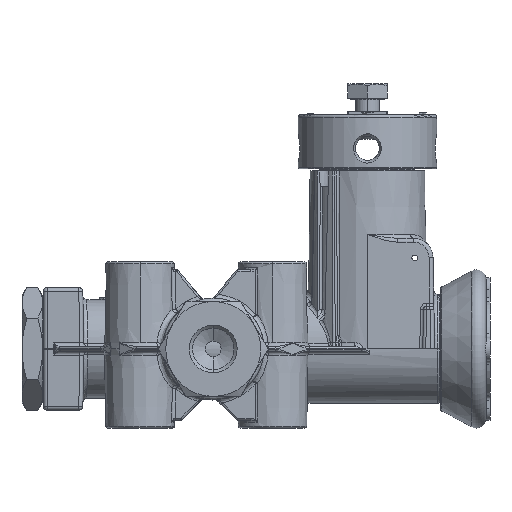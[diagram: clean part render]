
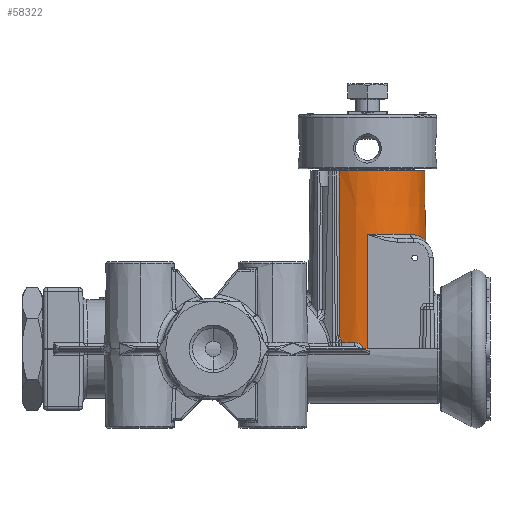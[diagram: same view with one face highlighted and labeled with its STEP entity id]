
A CAD part, left-side view. The second image highlights one B-rep face of the part: STEP entity #58322.
In plain terms, the highlighted conical face has half-angle 1 degrees and reference radius 14.907 mm.
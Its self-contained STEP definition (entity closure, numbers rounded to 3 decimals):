
#12919=DIRECTION('',(-0.016,0.021,-1.));
#12920=VECTOR('',#12919,0.083);
#12921=CARTESIAN_POINT('',(-15.256,1.14,
0.083));
#12922=LINE('',#12921,#12920);
#12926=CARTESIAN_POINT('',(-14.944,3.151,
1.583));
#12927=CARTESIAN_POINT('',(-14.971,3.022,
1.583));
#12928=CARTESIAN_POINT('',(-15.019,2.779,
1.562));
#12929=CARTESIAN_POINT('',(-15.076,2.458,
1.49));
#12930=CARTESIAN_POINT('',(-15.121,2.176,
1.388));
#12931=CARTESIAN_POINT('',(-15.156,1.929,
1.265));
#12932=CARTESIAN_POINT('',(-15.185,1.712,
1.121));
#12933=CARTESIAN_POINT('',(-15.207,1.531,
0.964));
#12934=CARTESIAN_POINT('',(-15.224,1.382,
0.796));
#12935=CARTESIAN_POINT('',(-15.237,1.268,
0.619));
#12936=CARTESIAN_POINT('',(-15.246,1.19,
0.438));
#12937=CARTESIAN_POINT('',(-15.252,1.147,
0.26));
#12938=CARTESIAN_POINT('',(-15.255,1.139,
0.142));
#12939=CARTESIAN_POINT('',(-15.256,1.14,
0.083));
#12944=CARTESIAN_POINT('',(0.,0.,1.583));
#12945=DIRECTION('',(0.,0.,1.));
#12946=DIRECTION('',(-0.904,0.427,0.));
#12947=AXIS2_PLACEMENT_3D('',#12944,#12945,#12946);
#12952=CARTESIAN_POINT('',(-13.809,6.523,
1.583));
#12953=CARTESIAN_POINT('',(-13.779,6.574,
1.871));
#12954=CARTESIAN_POINT('',(-13.703,6.711,
2.461));
#12955=CARTESIAN_POINT('',(-13.586,6.921,
3.077));
#12956=CARTESIAN_POINT('',(-13.515,7.044,
3.391));
#12961=CARTESIAN_POINT('',(-12.627,7.158,45.));
#12962=CARTESIAN_POINT('',(-12.724,7.147,
40.457));
#12963=CARTESIAN_POINT('',(-12.921,7.123,
31.318));
#12964=CARTESIAN_POINT('',(-13.217,7.084,
17.45));
#12965=CARTESIAN_POINT('',(-13.416,7.058,
8.096));
#12966=CARTESIAN_POINT('',(-13.515,7.044,
3.391));
#12971=CARTESIAN_POINT('',(0.,0.,45.));
#12972=DIRECTION('',(0.,0.,1.));
#12973=DIRECTION('',(-0.87,0.493,0.));
#12974=AXIS2_PLACEMENT_3D('',#12971,#12972,#12973);
#12979=CARTESIAN_POINT('',(7.115,-12.979,
28.575));
#12980=CARTESIAN_POINT('',(7.115,-12.979,
28.569));
#12981=CARTESIAN_POINT('',(7.115,-12.979,
28.558));
#12982=CARTESIAN_POINT('',(7.114,-12.98,
28.546));
#12983=CARTESIAN_POINT('',(7.114,-12.98,
28.541));
#12988=CARTESIAN_POINT('',(-10.042,-10.864,
28.983));
#12989=CARTESIAN_POINT('',(-9.671,-11.207,
28.983));
#12990=CARTESIAN_POINT('',(-8.842,-11.903,
28.914));
#12991=CARTESIAN_POINT('',(-7.332,-12.905,
28.609));
#12992=CARTESIAN_POINT('',(-5.493,-13.808,
28.126));
#12993=CARTESIAN_POINT('',(-3.463,-14.454,
27.615));
#12994=CARTESIAN_POINT('',(-1.672,-14.761,
27.31));
#12995=CARTESIAN_POINT('',(-0.044,-14.854,
27.21));
#12996=CARTESIAN_POINT('',(1.585,-14.77,
27.299));
#12997=CARTESIAN_POINT('',(3.378,-14.474,
27.597));
#12998=CARTESIAN_POINT('',(5.371,-13.852,
28.093));
#12999=CARTESIAN_POINT('',(6.543,-13.296,
28.404));
#13000=CARTESIAN_POINT('',(7.114,-12.98,
28.541));
#13005=CARTESIAN_POINT('',(0.,0.,28.983));
#13006=DIRECTION('',(0.,0.,1.));
#13007=DIRECTION('',(-1.,0.,0.));
#13008=AXIS2_PLACEMENT_3D('',#13005,#13006,#13007);
#13438=CARTESIAN_POINT('',(0.,0.,0.));
#13439=DIRECTION('',(0.,0.,-1.));
#13440=DIRECTION('',(-1.,0.,0.));
#13441=AXIS2_PLACEMENT_3D('',#13438,#13439,#13440);
#14083=DIRECTION('',(0.017,0.,1.));
#14084=VECTOR('',#14083,28.987);
#14085=CARTESIAN_POINT('',(-15.3,0.,0.));
#14086=LINE('',#14085,#14084);
#14310=CARTESIAN_POINT('',(-14.794,0.,
28.983));
#14381=CARTESIAN_POINT('',(7.115,-12.979,
28.575));
#14382=CARTESIAN_POINT('',(7.12,-12.94,
30.413));
#14383=CARTESIAN_POINT('',(7.13,-12.861,
34.08));
#14384=CARTESIAN_POINT('',(7.144,-12.744,
39.555));
#14385=CARTESIAN_POINT('',(7.154,-12.666,
43.188));
#14386=CARTESIAN_POINT('',(7.158,-12.627,45.));
#14918=CARTESIAN_POINT('',(-13.515,7.044,
3.391));
#42765=CARTESIAN_POINT('',(-12.627,7.158,45.));
#42766=CARTESIAN_POINT('',(7.158,-12.627,45.));
#42767=VERTEX_POINT('',#42765);
#42768=VERTEX_POINT('',#42766);
#42799=VERTEX_POINT('',#14918);
#43480=VERTEX_POINT('',#12988);
#43481=VERTEX_POINT('',#13000);
#43493=VERTEX_POINT('',#12979);
#44043=VERTEX_POINT('',#14310);
#44044=CARTESIAN_POINT('',(-15.3,0.,0.));
#44045=VERTEX_POINT('',#44044);
#44306=CARTESIAN_POINT('',(-15.256,1.14,
0.083));
#44307=CARTESIAN_POINT('',(-15.257,1.142,0.));
#44308=VERTEX_POINT('',#44306);
#44309=VERTEX_POINT('',#44307);
#44311=VERTEX_POINT('',#12926);
#44314=CARTESIAN_POINT('',(-13.809,6.523,
1.583));
#44315=VERTEX_POINT('',#44314);
#58295=CARTESIAN_POINT('',(0.,0.,22.5));
#58296=DIRECTION('',(0.,0.,-1.));
#58297=DIRECTION('',(0.,-1.,0.));
#58298=AXIS2_PLACEMENT_3D('',#58295,#58296,#58297);
#58299=CONICAL_SURFACE('',#58298,14.907,1.);
#58300=ORIENTED_EDGE('',*,*,#57766,.F.);
#58301=ORIENTED_EDGE('',*,*,#57838,.F.);
#58302=ORIENTED_EDGE('',*,*,#57864,.F.);
#58303=ORIENTED_EDGE('',*,*,#57910,.T.);
#58305=ORIENTED_EDGE('',*,*,#58304,.F.);
#58307=ORIENTED_EDGE('',*,*,#58306,.T.);
#58309=ORIENTED_EDGE('',*,*,#58308,.F.);
#58311=ORIENTED_EDGE('',*,*,#58310,.T.);
#58313=ORIENTED_EDGE('',*,*,#58312,.F.);
#58315=ORIENTED_EDGE('',*,*,#58314,.F.);
#58317=ORIENTED_EDGE('',*,*,#58316,.F.);
#58319=ORIENTED_EDGE('',*,*,#58318,.T.);
#58320=EDGE_LOOP('',(#58300,#58301,#58302,#58303,#58305,#58307,#58309,#58311,
#58313,#58315,#58317,#58319));
#58321=FACE_OUTER_BOUND('',#58320,.F.);
#58322=ADVANCED_FACE('',(#58321),#58299,.T.);
#12940=B_SPLINE_CURVE_WITH_KNOTS('',3,(#12926,#12927,#12928,#12929,#12930,
#12931,#12932,#12933,#12934,#12935,#12936,#12937,#12938,#12939),.UNSPECIFIED.,
.F.,.F.,(4,1,1,1,1,1,1,1,1,1,1,4),(0.,0.091,0.182,
0.273,0.364,0.455,0.545,
0.636,0.727,0.818,0.909,1.),
.UNSPECIFIED.);
#12948=CIRCLE('',#12947,15.272);
#12957=B_SPLINE_CURVE_WITH_KNOTS('',3,(#12952,#12953,#12954,#12955,#12956),
.UNSPECIFIED.,.F.,.F.,(4,1,4),(0.,0.5,1.),.UNSPECIFIED.);
#12967=B_SPLINE_CURVE_WITH_KNOTS('',3,(#12961,#12962,#12963,#12964,#12965,
#12966),.UNSPECIFIED.,.F.,.F.,(4,1,1,4),(0.,0.333,
0.667,1.),.UNSPECIFIED.);
#12975=CIRCLE('',#12974,14.515);
#12984=B_SPLINE_CURVE_WITH_KNOTS('',3,(#12979,#12980,#12981,#12982,#12983),
.UNSPECIFIED.,.F.,.F.,(4,1,4),(0.,0.5,1.),.UNSPECIFIED.);
#13001=B_SPLINE_CURVE_WITH_KNOTS('',3,(#12988,#12989,#12990,#12991,#12992,
#12993,#12994,#12995,#12996,#12997,#12998,#12999,#13000),.UNSPECIFIED.,.F.,.F.,(
4,1,1,1,1,1,1,1,1,1,4),(0.,0.1,0.2,0.3,0.4,0.5,0.6,0.7,0.8,
0.9,1.),.UNSPECIFIED.);
#13009=CIRCLE('',#13008,14.794);
#13442=CIRCLE('',#13441,15.3);
#14387=B_SPLINE_CURVE_WITH_KNOTS('',3,(#14381,#14382,#14383,#14384,#14385,
#14386),.UNSPECIFIED.,.F.,.F.,(4,1,1,4),(0.,0.333,
0.667,1.),.UNSPECIFIED.);
#57766=EDGE_CURVE('',#44308,#44309,#12922,.T.);
#57838=EDGE_CURVE('',#44311,#44308,#12940,.T.);
#57864=EDGE_CURVE('',#44315,#44311,#12948,.T.);
#57910=EDGE_CURVE('',#44315,#42799,#12957,.T.);
#58304=EDGE_CURVE('',#42767,#42799,#12967,.T.);
#58306=EDGE_CURVE('',#42767,#42768,#12975,.T.);
#58308=EDGE_CURVE('',#43493,#42768,#14387,.T.);
#58310=EDGE_CURVE('',#43493,#43481,#12984,.T.);
#58312=EDGE_CURVE('',#43480,#43481,#13001,.T.);
#58314=EDGE_CURVE('',#44043,#43480,#13009,.T.);
#58316=EDGE_CURVE('',#44045,#44043,#14086,.T.);
#58318=EDGE_CURVE('',#44045,#44309,#13442,.T.);
